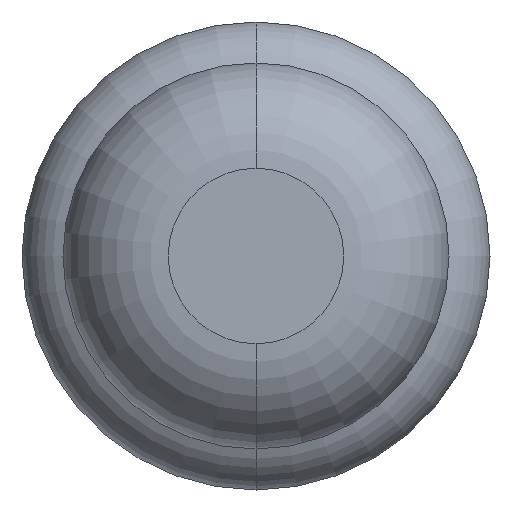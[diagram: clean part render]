
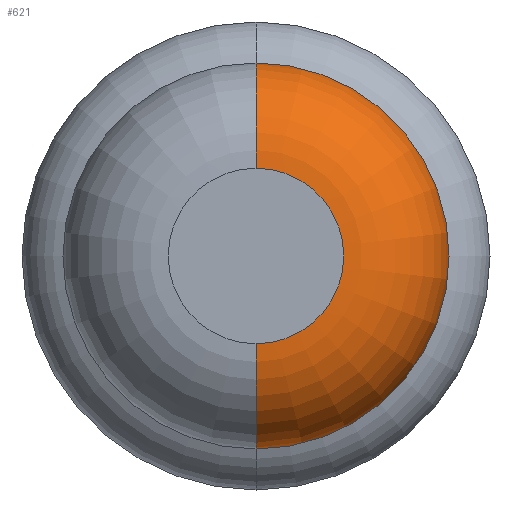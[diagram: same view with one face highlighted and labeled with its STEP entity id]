
A CAD part, front view. The second image highlights one B-rep face of the part: STEP entity #621.
In plain terms, the highlighted toroidal (fillet/blend) face has major radius 0.375 mm and minor radius 0.45 mm.
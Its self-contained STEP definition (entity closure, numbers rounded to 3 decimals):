
#36 = VERTEX_POINT ( 'NONE', #1435 ) ;
#70 = ORIENTED_EDGE ( 'NONE', *, *, #1921, .T. ) ;
#155 = DIRECTION ( 'NONE',  ( 1., 0., 0. ) ) ;
#329 = VERTEX_POINT ( 'NONE', #642 ) ;
#404 = DIRECTION ( 'NONE',  ( 0., 0., 1. ) ) ;
#525 = ORIENTED_EDGE ( 'NONE', *, *, #3330, .F. ) ;
#585 = EDGE_CURVE ( 'Defeature ausgef�hrt1_3+Defeature ausgef�hrt1_2+Defeature ausgef�hrt1_2+Defeature ausgef�hrt1_2', #329, #36, #2174, .T. ) ;
#621 = ADVANCED_FACE ( 'Defeature ausgef�hrt1_2', ( #3450 ), #1968, .T. ) ;
#629 = CARTESIAN_POINT ( 'NONE',  ( 0., -24., -0.375 ) ) ;
#642 = CARTESIAN_POINT ( 'NONE',  ( 0., -23.55, 0.825 ) ) ;
#713 = DIRECTION ( 'NONE',  ( 0., 1., 0. ) ) ;
#796 = CIRCLE ( 'NONE', #2209, 0.45 ) ;
#852 = AXIS2_PLACEMENT_3D ( 'NONE', #3031, #2394, #3332 ) ;
#978 = ORIENTED_EDGE ( 'NONE', *, *, #585, .F. ) ;
#1146 = AXIS2_PLACEMENT_3D ( 'NONE', #2040, #713, #3573 ) ;
#1173 = CIRCLE ( 'NONE', #1538, 0.45 ) ;
#1232 = CIRCLE ( 'NONE', #1961, 0.375 ) ;
#1435 = CARTESIAN_POINT ( 'NONE',  ( 0., -23.55, -0.825 ) ) ;
#1466 = DIRECTION ( 'NONE',  ( 0., 1., 0. ) ) ;
#1538 = AXIS2_PLACEMENT_3D ( 'NONE', #2071, #155, #2396 ) ;
#1686 = EDGE_LOOP ( 'NONE', ( #2533, #70, #978, #525 ) ) ;
#1747 = EDGE_CURVE ( 'Defeature ausgef�hrt1_2+Defeature ausgef�hrt1_1+Defeature ausgef�hrt1_1+Defeature ausgef�hrt1_1', #2075, #3947, #1232, .T. ) ;
#1921 = EDGE_CURVE ( 'NONE', #3947, #36, #1173, .T. ) ;
#1961 = AXIS2_PLACEMENT_3D ( 'NONE', #3368, #1466, #3678 ) ;
#1968 = TOROIDAL_SURFACE ( 'NONE', #852, 0.375, 0.45 ) ;
#2040 = CARTESIAN_POINT ( 'NONE',  ( 0., -23.55, 0. ) ) ;
#2071 = CARTESIAN_POINT ( 'NONE',  ( 0., -23.55, -0.375 ) ) ;
#2075 = VERTEX_POINT ( 'NONE', #3395 ) ;
#2174 = CIRCLE ( 'NONE', #1146, 0.825 ) ;
#2209 = AXIS2_PLACEMENT_3D ( 'NONE', #3881, #3571, #404 ) ;
#2394 = DIRECTION ( 'NONE',  ( 0., 1., 0. ) ) ;
#2396 = DIRECTION ( 'NONE',  ( 0., 0., -1. ) ) ;
#2533 = ORIENTED_EDGE ( 'NONE', *, *, #1747, .T. ) ;
#3031 = CARTESIAN_POINT ( 'NONE',  ( 0., -23.55, 0. ) ) ;
#3330 = EDGE_CURVE ( 'NONE', #2075, #329, #796, .T. ) ;
#3332 = DIRECTION ( 'NONE',  ( 0., 0., 1. ) ) ;
#3368 = CARTESIAN_POINT ( 'NONE',  ( 0., -24., 0. ) ) ;
#3395 = CARTESIAN_POINT ( 'NONE',  ( 0., -24., 0.375 ) ) ;
#3450 = FACE_OUTER_BOUND ( 'NONE', #1686, .T. ) ;
#3571 = DIRECTION ( 'NONE',  ( -1., 0., 0. ) ) ;
#3573 = DIRECTION ( 'NONE',  ( 0., 0., 1. ) ) ;
#3678 = DIRECTION ( 'NONE',  ( 0., 0., 1. ) ) ;
#3881 = CARTESIAN_POINT ( 'NONE',  ( 0., -23.55, 0.375 ) ) ;
#3947 = VERTEX_POINT ( 'NONE', #629 ) ;
